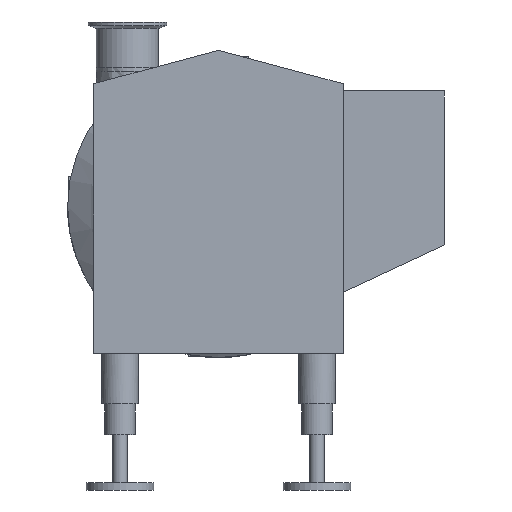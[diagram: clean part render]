
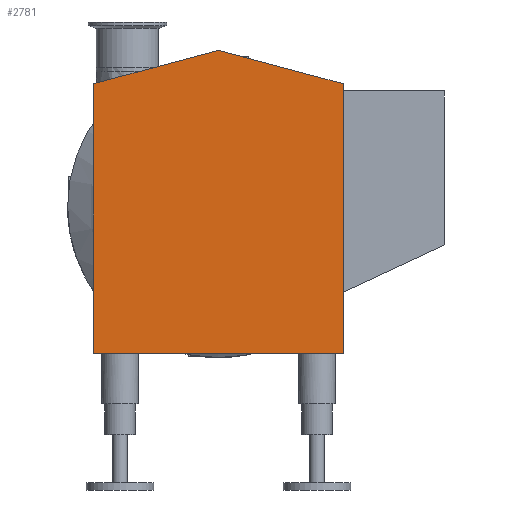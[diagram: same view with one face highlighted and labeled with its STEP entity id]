
A CAD part, left-side view. The second image highlights one B-rep face of the part: STEP entity #2781.
In plain terms, the highlighted planar face has unit normal (-1, 0, 0).
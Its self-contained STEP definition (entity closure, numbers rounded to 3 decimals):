
#332=FACE_OUTER_BOUND('',#504,.T.);
#504=EDGE_LOOP('',(#2299,#2300,#2301,#2302,#2303));
#753=LINE('',#4432,#1019);
#791=LINE('',#4544,#1057);
#793=LINE('',#4548,#1059);
#795=LINE('',#4552,#1061);
#797=LINE('',#4555,#1063);
#1019=VECTOR('',#3567,10.);
#1057=VECTOR('',#3683,10.);
#1059=VECTOR('',#3687,10.);
#1061=VECTOR('',#3691,10.);
#1063=VECTOR('',#3695,10.);
#1258=VERTEX_POINT('',#4429);
#1259=VERTEX_POINT('',#4431);
#1294=VERTEX_POINT('',#4543);
#1295=VERTEX_POINT('',#4547);
#1296=VERTEX_POINT('',#4551);
#1589=EDGE_CURVE('',#1258,#1259,#753,.T.);
#1643=EDGE_CURVE('',#1294,#1258,#791,.T.);
#1645=EDGE_CURVE('',#1259,#1295,#793,.T.);
#1647=EDGE_CURVE('',#1295,#1296,#795,.T.);
#1649=EDGE_CURVE('',#1296,#1294,#797,.T.);
#2299=ORIENTED_EDGE('',*,*,#1643,.F.);
#2300=ORIENTED_EDGE('',*,*,#1649,.F.);
#2301=ORIENTED_EDGE('',*,*,#1647,.F.);
#2302=ORIENTED_EDGE('',*,*,#1645,.F.);
#2303=ORIENTED_EDGE('',*,*,#1589,.F.);
#2652=PLANE('',#3032);
#2781=ADVANCED_FACE('',(#332),#2652,.F.);
#3032=AXIS2_PLACEMENT_3D('',#4556,#3696,#3697);
#3567=DIRECTION('',(0.,1.,0.));
#3683=DIRECTION('',(0.,0.,-1.));
#3687=DIRECTION('',(0.,0.,1.));
#3691=DIRECTION('',(0.,-0.966,0.259));
#3695=DIRECTION('',(0.,-0.966,-0.259));
#3696=DIRECTION('center_axis',(1.,0.,0.));
#3697=DIRECTION('ref_axis',(0.,0.,-1.));
#4429=CARTESIAN_POINT('',(-335.55,-101.2,-119.));
#4431=CARTESIAN_POINT('',(-335.55,101.2,-119.));
#4432=CARTESIAN_POINT('',(-335.55,-101.2,-119.));
#4543=CARTESIAN_POINT('',(-335.55,-101.2,99.884));
#4544=CARTESIAN_POINT('',(-335.55,-101.2,99.884));
#4547=CARTESIAN_POINT('',(-335.55,101.2,99.884));
#4548=CARTESIAN_POINT('',(-335.55,101.2,-119.));
#4551=CARTESIAN_POINT('',(-335.55,0.,127.));
#4552=CARTESIAN_POINT('',(-335.55,101.2,99.884));
#4555=CARTESIAN_POINT('',(-335.55,0.,127.));
#4556=CARTESIAN_POINT('Origin',(-335.55,0.,-5.295));
